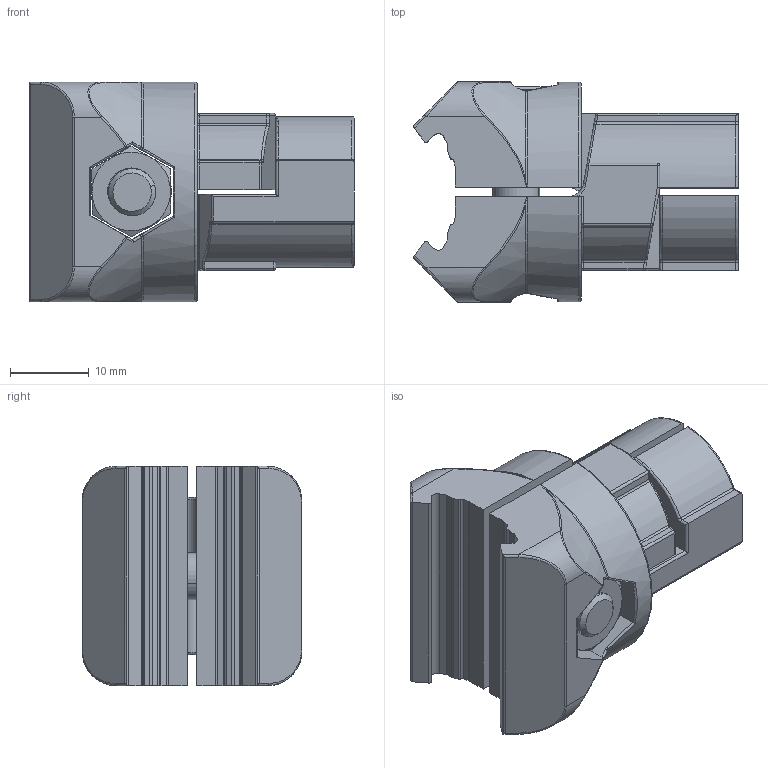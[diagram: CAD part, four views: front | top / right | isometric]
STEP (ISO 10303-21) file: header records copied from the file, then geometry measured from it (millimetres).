
FILE_DESCRIPTION (( 'STEP AP214' ), '1' );
FILE_NAME ('Ñîåäèíèòåëü.STEP', '2025-10-16T10:39:54', ( '' ), ( '' ), 'SwSTEP 2.0', 'SolidWorks 2021', '' );
FILE_SCHEMA (( 'AUTOMOTIVE_DESIGN' ));
Length unit declared in the file: millimetre
Products named in the file (4): 砐鋋睯縺; Ñîåäèíèòåëü; hex thin nut chamfered gradeab_iso_ISO - 4035 - M6 - S; socket head cap screw_iso_ISO 4762 M6 x 20 - 20N
Assembly tree (4 placements, depth 2):
  Ñîåäèíèòåëü
    砐鋋睯縺  x2
    hex thin nut chamfered gradeab_iso_ISO - 4035 - M6 - S
    socket head cap screw_iso_ISO 4762 M6 x 20 - 20N
Bounding box: 41.31 x 28 x 27.97 mm (x, y, z)
Volume: 15513.3 mm3; surface area: 8389.7 mm2
Topology: 4 solids, 4 shells, 347 faces, 854 edges, 497 vertices
Faces by surface type: cylinder 116, plane 95, bspline 50, cone 40, torus 30, sphere 16
Entity records: 7032 total; most frequent: CARTESIAN_POINT 2277, ORIENTED_EDGE 996, DIRECTION 940, EDGE_CURVE 498, AXIS2_PLACEMENT_3D 364, VERTEX_POINT 293, EDGE_LOOP 217, FACE_OUTER_BOUND 212
